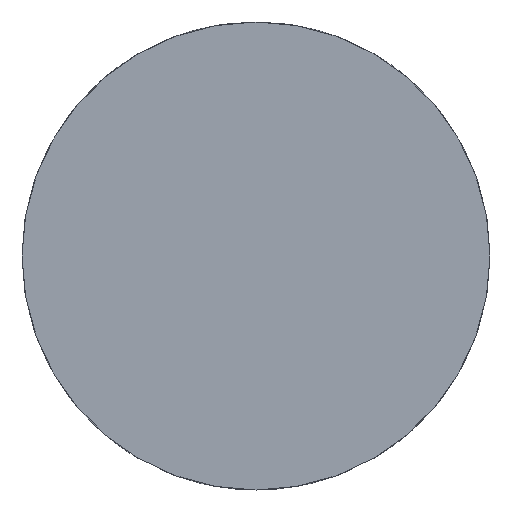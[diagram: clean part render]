
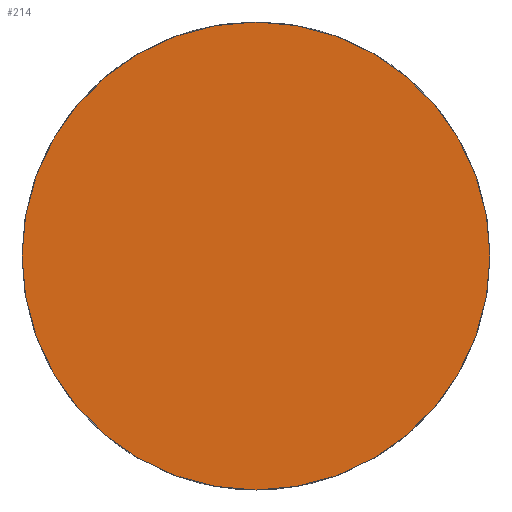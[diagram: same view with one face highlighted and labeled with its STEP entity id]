
A CAD part, front view. The second image highlights one B-rep face of the part: STEP entity #214.
In plain terms, the highlighted planar face has unit normal (0, -1, 0).
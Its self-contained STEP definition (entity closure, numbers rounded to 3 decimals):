
#20=PLANE('',#254);
#27=FACE_OUTER_BOUND('',#39,.T.);
#39=EDGE_LOOP('',(#166));
#83=CIRCLE('',#245,2.9);
#94=VERTEX_POINT('',#329);
#115=EDGE_CURVE('',#94,#94,#83,.T.);
#166=ORIENTED_EDGE('',*,*,#115,.F.);
#214=ADVANCED_FACE('',(#27),#20,.F.);
#245=AXIS2_PLACEMENT_3D('',#330,#271,#272);
#254=AXIS2_PLACEMENT_3D('',#403,#296,#297);
#271=DIRECTION('center_axis',(0.,1.,0.));
#272=DIRECTION('ref_axis',(0.,0.,1.));
#296=DIRECTION('center_axis',(0.,1.,0.));
#297=DIRECTION('ref_axis',(0.,0.,1.));
#329=CARTESIAN_POINT('',(0.,0.,2.9));
#330=CARTESIAN_POINT('Origin',(0.,0.,0.));
#403=CARTESIAN_POINT('Origin',(0.,0.,0.));
